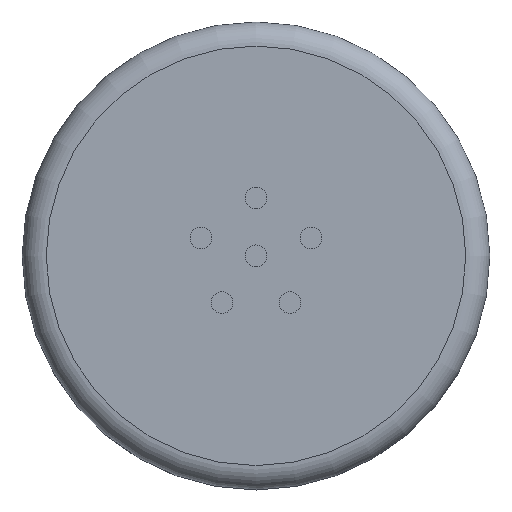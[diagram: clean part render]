
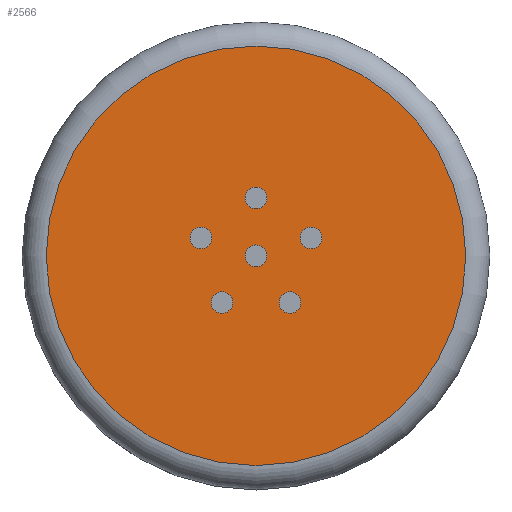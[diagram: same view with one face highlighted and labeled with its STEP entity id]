
A CAD part, top view. The second image highlights one B-rep face of the part: STEP entity #2566.
In plain terms, the highlighted planar face has unit normal (0, 0, 1).
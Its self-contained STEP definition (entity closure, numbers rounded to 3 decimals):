
#25=FACE_BOUND('',#595,.T.);
#26=FACE_BOUND('',#596,.T.);
#27=FACE_BOUND('',#597,.T.);
#28=FACE_BOUND('',#598,.T.);
#29=FACE_BOUND('',#599,.T.);
#30=FACE_BOUND('',#600,.T.);
#268=PLANE('',#2709);
#421=FACE_OUTER_BOUND('',#594,.T.);
#594=EDGE_LOOP('',(#2252));
#595=EDGE_LOOP('',(#2253));
#596=EDGE_LOOP('',(#2254));
#597=EDGE_LOOP('',(#2255));
#598=EDGE_LOOP('',(#2256));
#599=EDGE_LOOP('',(#2257));
#600=EDGE_LOOP('',(#2258));
#701=CIRCLE('',#2708,4.35);
#702=CIRCLE('',#2710,0.225);
#703=CIRCLE('',#2711,0.225);
#704=CIRCLE('',#2712,0.225);
#705=CIRCLE('',#2713,0.225);
#706=CIRCLE('',#2714,0.225);
#707=CIRCLE('',#2715,0.225);
#1143=VERTEX_POINT('',#6753);
#1144=VERTEX_POINT('',#6756);
#1145=VERTEX_POINT('',#6758);
#1146=VERTEX_POINT('',#6760);
#1147=VERTEX_POINT('',#6762);
#1148=VERTEX_POINT('',#6764);
#1149=VERTEX_POINT('',#6766);
#1519=EDGE_CURVE('',#1143,#1143,#701,.T.);
#1520=EDGE_CURVE('',#1144,#1144,#702,.T.);
#1521=EDGE_CURVE('',#1145,#1145,#703,.T.);
#1522=EDGE_CURVE('',#1146,#1146,#704,.T.);
#1523=EDGE_CURVE('',#1147,#1147,#705,.T.);
#1524=EDGE_CURVE('',#1148,#1148,#706,.T.);
#1525=EDGE_CURVE('',#1149,#1149,#707,.T.);
#2252=ORIENTED_EDGE('',*,*,#1519,.F.);
#2253=ORIENTED_EDGE('',*,*,#1520,.T.);
#2254=ORIENTED_EDGE('',*,*,#1521,.T.);
#2255=ORIENTED_EDGE('',*,*,#1522,.T.);
#2256=ORIENTED_EDGE('',*,*,#1523,.T.);
#2257=ORIENTED_EDGE('',*,*,#1524,.T.);
#2258=ORIENTED_EDGE('',*,*,#1525,.T.);
#2566=ADVANCED_FACE('',(#421,#25,#26,#27,#28,#29,#30),#268,.F.);
#2708=AXIS2_PLACEMENT_3D('',#6754,#3063,#3064);
#2709=AXIS2_PLACEMENT_3D('',#6755,#3065,#3066);
#2710=AXIS2_PLACEMENT_3D('',#6757,#3067,#3068);
#2711=AXIS2_PLACEMENT_3D('',#6759,#3069,#3070);
#2712=AXIS2_PLACEMENT_3D('',#6761,#3071,#3072);
#2713=AXIS2_PLACEMENT_3D('',#6763,#3073,#3074);
#2714=AXIS2_PLACEMENT_3D('',#6765,#3075,#3076);
#2715=AXIS2_PLACEMENT_3D('',#6767,#3077,#3078);
#3063=DIRECTION('center_axis',(0.,0.,-1.));
#3064=DIRECTION('ref_axis',(-1.,0.,0.));
#3065=DIRECTION('center_axis',(0.,0.,-1.));
#3066=DIRECTION('ref_axis',(-1.,0.,0.));
#3067=DIRECTION('center_axis',(0.,0.,-1.));
#3068=DIRECTION('ref_axis',(-1.,0.,0.));
#3069=DIRECTION('center_axis',(0.,0.,-1.));
#3070=DIRECTION('ref_axis',(-1.,0.,0.));
#3071=DIRECTION('center_axis',(0.,0.,-1.));
#3072=DIRECTION('ref_axis',(-1.,0.,0.));
#3073=DIRECTION('center_axis',(0.,0.,-1.));
#3074=DIRECTION('ref_axis',(-1.,0.,0.));
#3075=DIRECTION('center_axis',(0.,0.,-1.));
#3076=DIRECTION('ref_axis',(-1.,0.,0.));
#3077=DIRECTION('center_axis',(0.,0.,-1.));
#3078=DIRECTION('ref_axis',(-1.,0.,0.));
#6753=CARTESIAN_POINT('',(4.35,0.,2.27));
#6754=CARTESIAN_POINT('Origin',(0.,0.,2.27));
#6755=CARTESIAN_POINT('Origin',(0.,0.,2.27));
#6756=CARTESIAN_POINT('',(0.225,0.,2.27));
#6757=CARTESIAN_POINT('Origin',(0.,0.,2.27));
#6758=CARTESIAN_POINT('',(0.225,1.2,2.27));
#6759=CARTESIAN_POINT('Origin',(0.,1.2,2.27));
#6760=CARTESIAN_POINT('',(-0.916,0.371,2.27));
#6761=CARTESIAN_POINT('Origin',(-1.141,0.371,2.27));
#6762=CARTESIAN_POINT('',(-0.48,-0.971,2.27));
#6763=CARTESIAN_POINT('Origin',(-0.705,-0.971,2.27));
#6764=CARTESIAN_POINT('',(0.93,-0.971,2.27));
#6765=CARTESIAN_POINT('Origin',(0.705,-0.971,2.27));
#6766=CARTESIAN_POINT('',(1.366,0.371,2.27));
#6767=CARTESIAN_POINT('Origin',(1.141,0.371,2.27));
